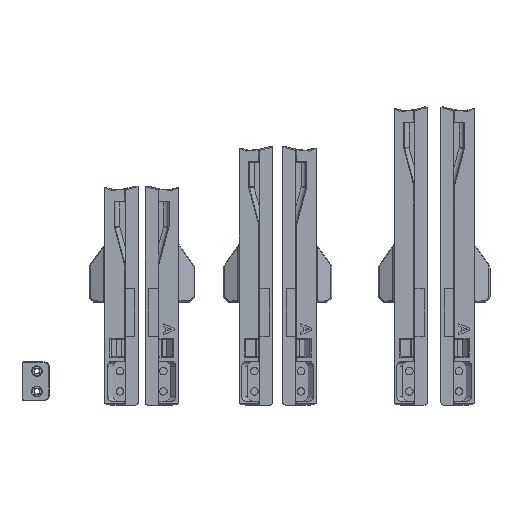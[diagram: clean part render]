
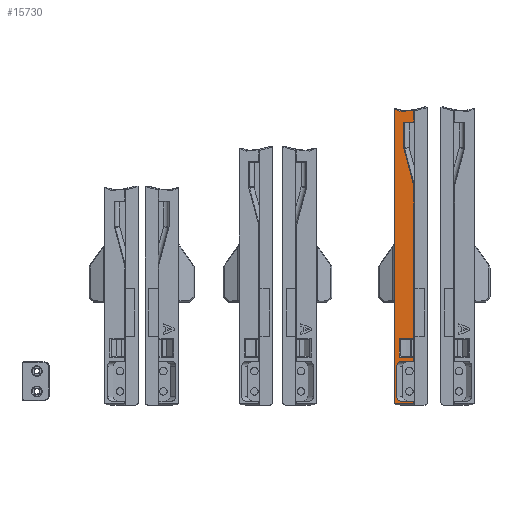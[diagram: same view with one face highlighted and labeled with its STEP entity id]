
A CAD part, top view. The second image highlights one B-rep face of the part: STEP entity #15730.
In plain terms, the highlighted face is planar.
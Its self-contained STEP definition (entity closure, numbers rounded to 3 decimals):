
#364=ELLIPSE('',#17003,0.402,0.4);
#833=CIRCLE('',#17020,3.4);
#848=CIRCLE('',#17082,3.);
#849=CIRCLE('',#17083,3.);
#2262=LINE('',#28270,#3843);
#2290=LINE('',#28573,#3871);
#2305=LINE('',#28609,#3886);
#2306=LINE('',#28611,#3887);
#2307=LINE('',#28613,#3888);
#2312=LINE('',#28631,#3893);
#2319=LINE('',#28645,#3900);
#2322=LINE('',#28651,#3903);
#2359=LINE('',#28730,#3940);
#2387=LINE('',#28807,#3968);
#2395=LINE('',#28828,#3976);
#2397=LINE('',#28832,#3978);
#2398=LINE('',#28834,#3979);
#2399=LINE('',#28838,#3980);
#2400=LINE('',#28842,#3981);
#2401=LINE('',#28844,#3982);
#2402=LINE('',#28845,#3983);
#3843=VECTOR('',#20797,10.);
#3871=VECTOR('',#20903,10.);
#3886=VECTOR('',#20940,10.);
#3887=VECTOR('',#20943,10.);
#3888=VECTOR('',#20946,10.);
#3893=VECTOR('',#20967,10.);
#3900=VECTOR('',#20978,10.);
#3903=VECTOR('',#20983,10.);
#3940=VECTOR('',#21044,10.);
#3968=VECTOR('',#21124,10.);
#3976=VECTOR('',#21148,10.);
#3978=VECTOR('',#21152,10.);
#3979=VECTOR('',#21153,10.);
#3980=VECTOR('',#21156,10.);
#3981=VECTOR('',#21159,10.);
#3982=VECTOR('',#21160,10.);
#3983=VECTOR('',#21161,10.);
#4516=PLANE('',#17081);
#5387=FACE_OUTER_BOUND('',#6294,.T.);
#6294=EDGE_LOOP('',(#14626,#14627,#14628,#14629,#14630,#14631,#14632,#14633,
#14634,#14635,#14636,#14637,#14638,#14639,#14640,#14641,#14642,#14643,#14644,
#14645,#14646));
#7805=VERTEX_POINT('',#28267);
#7806=VERTEX_POINT('',#28269);
#7837=VERTEX_POINT('',#28549);
#7844=VERTEX_POINT('',#28571);
#7851=VERTEX_POINT('',#28597);
#7852=VERTEX_POINT('',#28601);
#7853=VERTEX_POINT('',#28603);
#7854=VERTEX_POINT('',#28607);
#7859=VERTEX_POINT('',#28630);
#7864=VERTEX_POINT('',#28644);
#7866=VERTEX_POINT('',#28650);
#7896=VERTEX_POINT('',#28728);
#7918=VERTEX_POINT('',#28803);
#7924=VERTEX_POINT('',#28827);
#7925=VERTEX_POINT('',#28831);
#7926=VERTEX_POINT('',#28833);
#7927=VERTEX_POINT('',#28835);
#7928=VERTEX_POINT('',#28837);
#7929=VERTEX_POINT('',#28839);
#7930=VERTEX_POINT('',#28841);
#7931=VERTEX_POINT('',#28843);
#9991=EDGE_CURVE('',#7806,#7805,#2262,.T.);
#10037=EDGE_CURVE('',#7805,#7837,#364,.T.);
#10048=EDGE_CURVE('',#7844,#7806,#2290,.T.);
#10064=EDGE_CURVE('',#7852,#7853,#833,.T.);
#10066=EDGE_CURVE('',#7853,#7854,#2305,.T.);
#10067=EDGE_CURVE('',#7854,#7851,#2306,.T.);
#10068=EDGE_CURVE('',#7851,#7844,#2307,.T.);
#10077=EDGE_CURVE('',#7859,#7852,#2312,.T.);
#10084=EDGE_CURVE('',#7864,#7837,#2319,.T.);
#10087=EDGE_CURVE('',#7859,#7866,#2322,.T.);
#10128=EDGE_CURVE('',#7864,#7896,#2359,.T.);
#10166=EDGE_CURVE('',#7918,#7866,#2387,.T.);
#10176=EDGE_CURVE('',#7924,#7918,#2395,.T.);
#10178=EDGE_CURVE('',#7896,#7925,#2397,.T.);
#10179=EDGE_CURVE('',#7926,#7925,#2398,.T.);
#10180=EDGE_CURVE('',#7926,#7927,#848,.T.);
#10181=EDGE_CURVE('',#7927,#7928,#2399,.T.);
#10182=EDGE_CURVE('',#7928,#7929,#849,.T.);
#10183=EDGE_CURVE('',#7929,#7930,#2400,.T.);
#10184=EDGE_CURVE('',#7930,#7931,#2401,.T.);
#10185=EDGE_CURVE('',#7931,#7924,#2402,.T.);
#14626=ORIENTED_EDGE('',*,*,#10087,.F.);
#14627=ORIENTED_EDGE('',*,*,#10077,.T.);
#14628=ORIENTED_EDGE('',*,*,#10064,.T.);
#14629=ORIENTED_EDGE('',*,*,#10066,.T.);
#14630=ORIENTED_EDGE('',*,*,#10067,.T.);
#14631=ORIENTED_EDGE('',*,*,#10068,.T.);
#14632=ORIENTED_EDGE('',*,*,#10048,.T.);
#14633=ORIENTED_EDGE('',*,*,#9991,.T.);
#14634=ORIENTED_EDGE('',*,*,#10037,.T.);
#14635=ORIENTED_EDGE('',*,*,#10084,.F.);
#14636=ORIENTED_EDGE('',*,*,#10128,.T.);
#14637=ORIENTED_EDGE('',*,*,#10178,.T.);
#14638=ORIENTED_EDGE('',*,*,#10179,.F.);
#14639=ORIENTED_EDGE('',*,*,#10180,.T.);
#14640=ORIENTED_EDGE('',*,*,#10181,.T.);
#14641=ORIENTED_EDGE('',*,*,#10182,.T.);
#14642=ORIENTED_EDGE('',*,*,#10183,.T.);
#14643=ORIENTED_EDGE('',*,*,#10184,.T.);
#14644=ORIENTED_EDGE('',*,*,#10185,.T.);
#14645=ORIENTED_EDGE('',*,*,#10176,.T.);
#14646=ORIENTED_EDGE('',*,*,#10166,.T.);
#15730=ADVANCED_FACE('',(#5387),#4516,.T.);
#17003=AXIS2_PLACEMENT_3D('',#28551,#20880,#20881);
#17020=AXIS2_PLACEMENT_3D('',#28605,#20935,#20936);
#17081=AXIS2_PLACEMENT_3D('',#28830,#21150,#21151);
#17082=AXIS2_PLACEMENT_3D('',#28836,#21154,#21155);
#17083=AXIS2_PLACEMENT_3D('',#28840,#21157,#21158);
#20797=DIRECTION('',(0.943,0.333,0.));
#20880=DIRECTION('center_axis',(0.,0.,
-1.));
#20881=DIRECTION('ref_axis',(0.,1.,0.));
#20903=DIRECTION('',(0.995,-0.101,0.));
#20935=DIRECTION('center_axis',(0.,0.,
1.));
#20936=DIRECTION('ref_axis',(0.991,-0.131,0.));
#20940=DIRECTION('',(0.,1.,0.));
#20943=DIRECTION('',(-1.,0.,0.));
#20946=DIRECTION('',(0.,1.,0.));
#20967=DIRECTION('',(0.259,0.966,0.));
#20978=DIRECTION('',(0.,1.,0.));
#20983=DIRECTION('',(0.,-1.,0.));
#21044=DIRECTION('',(-1.,0.,0.));
#21124=DIRECTION('',(-1.,0.,0.));
#21148=DIRECTION('',(0.,1.,0.));
#21150=DIRECTION('center_axis',(0.,0.,
-1.));
#21151=DIRECTION('ref_axis',(-1.,0.,0.));
#21152=DIRECTION('',(0.,1.,0.));
#21153=DIRECTION('',(-1.,0.,0.));
#21154=DIRECTION('center_axis',(0.,0.,
1.));
#21155=DIRECTION('ref_axis',(0.707,-0.707,0.));
#21156=DIRECTION('',(0.,1.,0.));
#21157=DIRECTION('center_axis',(0.,0.,
1.));
#21158=DIRECTION('ref_axis',(0.707,0.707,0.));
#21159=DIRECTION('',(-1.,0.,0.));
#21160=DIRECTION('',(0.,1.,0.));
#21161=DIRECTION('',(1.,0.,0.));
#28267=CARTESIAN_POINT('',(252.177,77.676,-4.854));
#28269=CARTESIAN_POINT('',(247.832,76.141,-4.854));
#28270=CARTESIAN_POINT('',(240.852,73.673,-4.854));
#28549=CARTESIAN_POINT('',(252.2,77.542,-4.854));
#28551=CARTESIAN_POINT('Origin',(251.8,77.542,-4.854));
#28571=CARTESIAN_POINT('',(239.8,76.957,-4.854));
#28573=CARTESIAN_POINT('',(245.918,76.335,-4.854));
#28597=CARTESIAN_POINT('',(239.8,69.4,-4.854));
#28601=CARTESIAN_POINT('',(246.084,52.515,-4.854));
#28603=CARTESIAN_POINT('',(246.2,53.395,-4.854));
#28605=CARTESIAN_POINT('Origin',(242.8,53.395,-4.854));
#28607=CARTESIAN_POINT('',(246.2,69.4,-4.854));
#28609=CARTESIAN_POINT('',(246.2,72.5,-4.854));
#28611=CARTESIAN_POINT('',(241.7,69.4,-4.854));
#28613=CARTESIAN_POINT('',(239.8,82.5,-4.854));
#28630=CARTESIAN_POINT('',(239.8,29.062,-4.854));
#28631=CARTESIAN_POINT('',(249.394,64.867,-4.854));
#28644=CARTESIAN_POINT('',(252.2,-108.5,-4.854));
#28645=CARTESIAN_POINT('',(252.2,-27.15,-4.854));
#28650=CARTESIAN_POINT('',(239.8,-67.6,-4.854));
#28651=CARTESIAN_POINT('',(239.8,-3.,-4.854));
#28728=CARTESIAN_POINT('',(239.8,-108.5,-4.854));
#28730=CARTESIAN_POINT('',(211.9,-108.5,-4.854));
#28803=CARTESIAN_POINT('',(249.055,-67.6,-4.854));
#28807=CARTESIAN_POINT('',(242.55,-67.6,-4.854));
#28827=CARTESIAN_POINT('',(249.055,-79.2,-4.854));
#28828=CARTESIAN_POINT('',(249.055,30.175,-4.854));
#28830=CARTESIAN_POINT('Origin',(240.8,30.,-4.854));
#28831=CARTESIAN_POINT('',(239.8,-107.1,-4.854));
#28832=CARTESIAN_POINT('',(239.8,32.5,-4.854));
#28833=CARTESIAN_POINT('',(247.6,-107.1,-4.854));
#28834=CARTESIAN_POINT('',(239.9,-107.1,-4.854));
#28835=CARTESIAN_POINT('',(250.6,-104.1,-4.854));
#28836=CARTESIAN_POINT('Origin',(247.6,-104.1,-4.854));
#28837=CARTESIAN_POINT('',(250.6,-84.9,-4.854));
#28838=CARTESIAN_POINT('',(250.6,-25.95,-4.854));
#28839=CARTESIAN_POINT('',(247.6,-81.9,-4.854));
#28840=CARTESIAN_POINT('Origin',(247.6,-84.9,-4.854));
#28841=CARTESIAN_POINT('',(239.8,-81.9,-4.854));
#28842=CARTESIAN_POINT('',(244.3,-81.9,-4.854));
#28843=CARTESIAN_POINT('',(239.8,-79.2,-4.854));
#28844=CARTESIAN_POINT('',(239.8,32.5,-4.854));
#28845=CARTESIAN_POINT('',(242.55,-79.2,-4.854));
